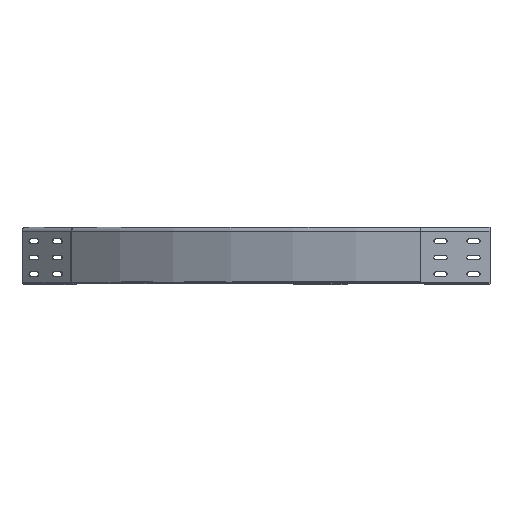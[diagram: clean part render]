
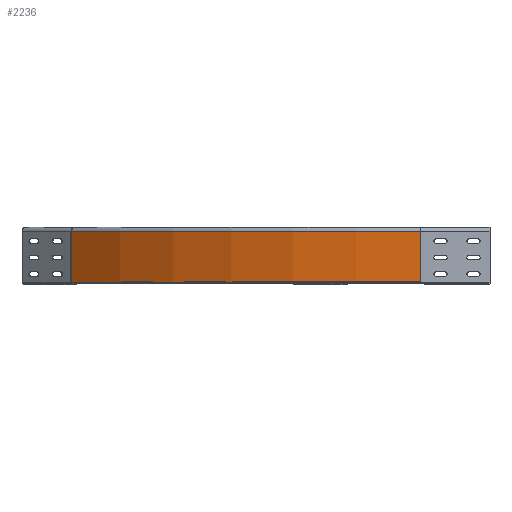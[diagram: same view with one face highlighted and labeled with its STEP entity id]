
A CAD part, left-side view. The second image highlights one B-rep face of the part: STEP entity #2236.
In plain terms, the highlighted cylindrical face has radius 750 mm (diameter 1500 mm), a partial arc.
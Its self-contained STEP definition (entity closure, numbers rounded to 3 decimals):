
#73 = LINE ( 'NONE', #1469, #6490 ) ;
#313 = DIRECTION ( 'NONE',  ( 0., -1., 0. ) ) ;
#544 = EDGE_CURVE ( 'NONE', #6463, #3133, #7468, .T. ) ;
#582 = DIRECTION ( 'NONE',  ( 0., 1., 0. ) ) ;
#909 = CIRCLE ( 'NONE', #3603, 750. ) ;
#986 = CARTESIAN_POINT ( 'NONE',  ( -735., 0., 105. ) ) ;
#1469 = CARTESIAN_POINT ( 'NONE',  ( 15., 2.25, 105. ) ) ;
#1513 = EDGE_CURVE ( 'NONE', #3133, #3182, #73, .T. ) ;
#1571 = EDGE_LOOP ( 'NONE', ( #7561, #7622, #7050, #2671 ) ) ;
#1713 = DIRECTION ( 'NONE',  ( 0., 1., 0. ) ) ;
#2236 = ADVANCED_FACE ( 'NONE', ( #5902 ), #2603, .T. ) ;
#2603 = CYLINDRICAL_SURFACE ( 'NONE', #3043, 750. ) ;
#2671 = ORIENTED_EDGE ( 'NONE', *, *, #544, .T. ) ;
#2717 = CARTESIAN_POINT ( 'NONE',  ( -204.67, 79.25, 635.33 ) ) ;
#3043 = AXIS2_PLACEMENT_3D ( 'NONE', #6739, #3046, #7985 ) ;
#3046 = DIRECTION ( 'NONE',  ( 0., -1., 0. ) ) ;
#3133 = VERTEX_POINT ( 'NONE', #6683 ) ;
#3182 = VERTEX_POINT ( 'NONE', #7362 ) ;
#3215 = EDGE_CURVE ( 'NONE', #6463, #8018, #7018, .T. ) ;
#3603 = AXIS2_PLACEMENT_3D ( 'NONE', #4075, #313, #4681 ) ;
#3745 = VECTOR ( 'NONE', #582, 1000. ) ;
#4075 = CARTESIAN_POINT ( 'NONE',  ( -735., 79.25, 105. ) ) ;
#4681 = DIRECTION ( 'NONE',  ( 0., 0., -1. ) ) ;
#4768 = DIRECTION ( 'NONE',  ( 0., 0., 1. ) ) ;
#5171 = AXIS2_PLACEMENT_3D ( 'NONE', #986, #5567, #4768 ) ;
#5567 = DIRECTION ( 'NONE',  ( 0., 1., 0. ) ) ;
#5902 = FACE_OUTER_BOUND ( 'NONE', #1571, .T. ) ;
#6463 = VERTEX_POINT ( 'NONE', #7017 ) ;
#6490 = VECTOR ( 'NONE', #1713, 1000. ) ;
#6683 = CARTESIAN_POINT ( 'NONE',  ( 15., 0., 105. ) ) ;
#6739 = CARTESIAN_POINT ( 'NONE',  ( -735., 0., 105. ) ) ;
#7017 = CARTESIAN_POINT ( 'NONE',  ( -204.67, 0., 635.33 ) ) ;
#7018 = LINE ( 'NONE', #8003, #3745 ) ;
#7050 = ORIENTED_EDGE ( 'NONE', *, *, #3215, .F. ) ;
#7362 = CARTESIAN_POINT ( 'NONE',  ( 15., 79.25, 105. ) ) ;
#7468 = CIRCLE ( 'NONE', #5171, 750. ) ;
#7561 = ORIENTED_EDGE ( 'NONE', *, *, #1513, .T. ) ;
#7582 = EDGE_CURVE ( 'NONE', #3182, #8018, #909, .T. ) ;
#7622 = ORIENTED_EDGE ( 'NONE', *, *, #7582, .T. ) ;
#7985 = DIRECTION ( 'NONE',  ( 0., 0., -1. ) ) ;
#8003 = CARTESIAN_POINT ( 'NONE',  ( -204.67, 2.25, 635.33 ) ) ;
#8018 = VERTEX_POINT ( 'NONE', #2717 ) ;
